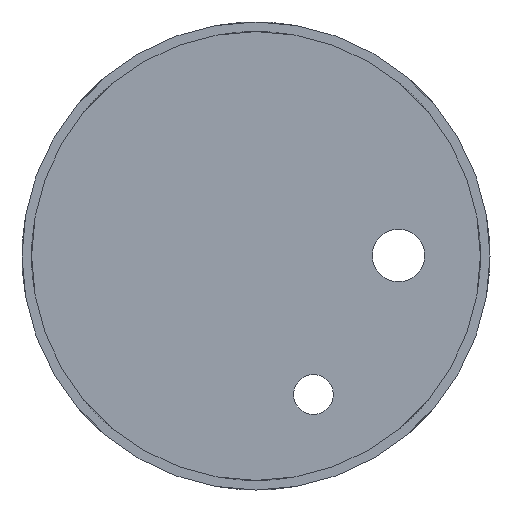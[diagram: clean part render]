
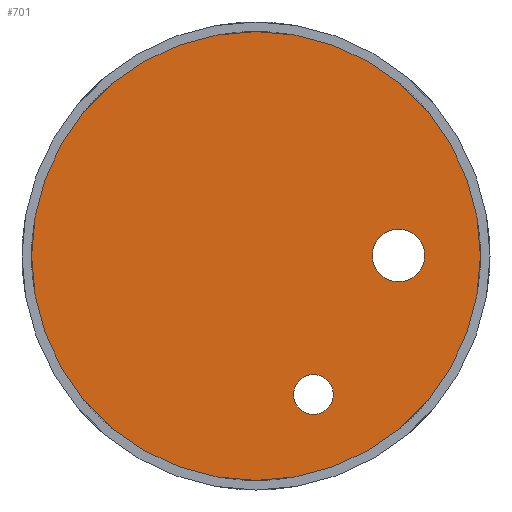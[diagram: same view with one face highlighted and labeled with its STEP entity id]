
A CAD part, front view. The second image highlights one B-rep face of the part: STEP entity #701.
In plain terms, the highlighted planar face has unit normal (0, -1, 0).
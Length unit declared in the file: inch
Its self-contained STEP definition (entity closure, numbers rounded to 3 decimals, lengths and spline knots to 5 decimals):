
#160=FACE_BOUND('',#241,.T.);
#161=FACE_BOUND('',#242,.T.);
#201=FACE_OUTER_BOUND('',#240,.T.);
#240=EDGE_LOOP('',(#509));
#241=EDGE_LOOP('',(#510));
#242=EDGE_LOOP('',(#511));
#306=CIRCLE('',#748,0.219);
#308=CIRCLE('',#751,0.166);
#313=CIRCLE('',#759,1.87);
#326=VERTEX_POINT('',#948);
#328=VERTEX_POINT('',#954);
#333=VERTEX_POINT('',#968);
#394=EDGE_CURVE('',#326,#326,#306,.T.);
#397=EDGE_CURVE('',#328,#328,#308,.T.);
#403=EDGE_CURVE('',#333,#333,#313,.T.);
#509=ORIENTED_EDGE('',*,*,#403,.T.);
#510=ORIENTED_EDGE('',*,*,#394,.T.);
#511=ORIENTED_EDGE('',*,*,#397,.T.);
#689=PLANE('',#760);
#701=ADVANCED_FACE('',(#201,#160,#161),#689,.T.);
#748=AXIS2_PLACEMENT_3D('',#949,#809,#810);
#751=AXIS2_PLACEMENT_3D('',#955,#816,#817);
#759=AXIS2_PLACEMENT_3D('',#969,#833,#834);
#760=AXIS2_PLACEMENT_3D('',#971,#836,#837);
#809=DIRECTION('center_axis',(0.,1.,0.));
#810=DIRECTION('ref_axis',(1.,0.,0.));
#816=DIRECTION('center_axis',(0.,1.,0.));
#817=DIRECTION('ref_axis',(1.,0.,0.));
#833=DIRECTION('center_axis',(0.,-1.,0.));
#834=DIRECTION('ref_axis',(1.,0.,0.));
#836=DIRECTION('center_axis',(0.,-1.,0.));
#837=DIRECTION('ref_axis',(1.,0.,0.));
#948=CARTESIAN_POINT('',(0.969,-0.683,0.0039));
#949=CARTESIAN_POINT('Origin',(1.188,-0.683,0.0039));
#954=CARTESIAN_POINT('',(0.312,-0.683,-1.155));
#955=CARTESIAN_POINT('Origin',(0.478,-0.683,-1.155));
#968=CARTESIAN_POINT('',(-1.87,-0.683,0.));
#969=CARTESIAN_POINT('Origin',(0.,-0.683,0.));
#971=CARTESIAN_POINT('Origin',(0.,-0.683,0.));
